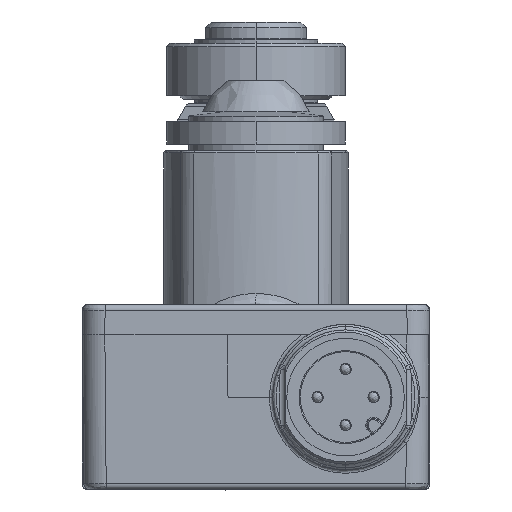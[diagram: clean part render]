
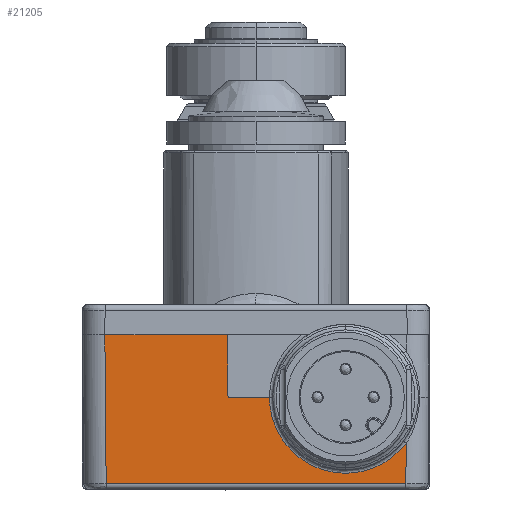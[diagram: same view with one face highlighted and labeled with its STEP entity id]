
A CAD part, front view. The second image highlights one B-rep face of the part: STEP entity #21205.
In plain terms, the highlighted planar face has unit normal (0, -1, -0.009).
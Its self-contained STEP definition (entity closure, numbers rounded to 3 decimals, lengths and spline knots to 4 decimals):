
#30 = EDGE_CURVE ( 'NONE', #12664, #14168, #31433, .T. ) ;
#81 = ORIENTED_EDGE ( 'NONE', *, *, #36936, .F. ) ;
#158 = DIRECTION ( 'NONE',  ( -1., 0., 0. ) ) ;
#474 = EDGE_CURVE ( 'NONE', #17595, #3368, #12150, .T. ) ;
#1610 = CARTESIAN_POINT ( 'NONE',  ( 1.1098, -1.7136, 0.0295 ) ) ;
#1979 = LINE ( 'NONE', #10773, #10557 ) ;
#2175 = VECTOR ( 'NONE', #5577, 39.3701 ) ;
#2205 = ORIENTED_EDGE ( 'NONE', *, *, #30, .F. ) ;
#2271 = DIRECTION ( 'NONE',  ( 1., 0., 0. ) ) ;
#3019 = VECTOR ( 'NONE', #16170, 39.3701 ) ;
#3368 = VERTEX_POINT ( 'NONE', #33401 ) ;
#4084 = CARTESIAN_POINT ( 'NONE',  ( -0.0937, -1.7088, -0.5176 ) ) ;
#4305 = CARTESIAN_POINT ( 'NONE',  ( 0.5142, -1.7105, -0.3222 ) ) ;
#4452 = ORIENTED_EDGE ( 'NONE', *, *, #10923, .T. ) ;
#4565 = VERTEX_POINT ( 'NONE', #11148 ) ;
#4980 = EDGE_CURVE ( 'NONE', #3368, #4565, #36071, .T. ) ;
#5577 = DIRECTION ( 'NONE',  ( -0.009, -0.009, 1. ) ) ;
#5697 = VERTEX_POINT ( 'NONE', #38325 ) ;
#5862 = VECTOR ( 'NONE', #28535, 39.3701 ) ;
#5923 = EDGE_CURVE ( 'NONE', #7328, #17595, #1979, .T. ) ;
#7133 = PLANE ( 'NONE',  #20904 ) ;
#7233 = CARTESIAN_POINT ( 'NONE',  ( 0.6361, -1.7095, -0.4337 ) ) ;
#7328 = VERTEX_POINT ( 'NONE', #27493 ) ;
#7795 = CARTESIAN_POINT ( 'NONE',  ( 0.5017, -1.7107, -0.2975 ) ) ;
#8756 = CARTESIAN_POINT ( 'NONE',  ( 1.0433, -1.7117, -0.189 ) ) ;
#9983 = CARTESIAN_POINT ( 'NONE',  ( 0.4803, -1.7117, -0.189 ) ) ;
#10546 = CARTESIAN_POINT ( 'NONE',  ( 0.7726, -1.7093, -0.4569 ) ) ;
#10557 = VECTOR ( 'NONE', #13882, 39.3701 ) ;
#10736 = CARTESIAN_POINT ( 'NONE',  ( 0.7166, -1.7093, -0.4562 ) ) ;
#10773 = CARTESIAN_POINT ( 'NONE',  ( 0.9613, -1.7103, -0.3508 ) ) ;
#10923 = EDGE_CURVE ( 'NONE', #4565, #14168, #29545, .T. ) ;
#11148 = CARTESIAN_POINT ( 'NONE',  ( 0.3346, -1.7117, -0.189 ) ) ;
#11599 = VECTOR ( 'NONE', #2271, 39.3701 ) ;
#12150 = B_SPLINE_CURVE_WITH_KNOTS ( 'NONE', 3,
 ( #16559, #28289, #28487, #37272, #34526, #28674, #10546, #10736, #37467, #7233, #22424, #13845, #19117, #4305, #7795, #16764, #25743, #9983 ),
 .UNSPECIFIED., .F., .F.,
 ( 4, 2, 2, 2, 2, 2, 2, 2, 4 ),
 ( 0., 0.125, 0.25, 0.375, 0.5, 0.625, 0.75, 0.875, 1. ),
 .UNSPECIFIED. ) ;
#12156 = LINE ( 'NONE', #4084, #3019 ) ;
#12346 = ORIENTED_EDGE ( 'NONE', *, *, #5923, .T. ) ;
#12664 = VERTEX_POINT ( 'NONE', #37130 ) ;
#13368 = CARTESIAN_POINT ( 'NONE',  ( 1.0433, -1.7136, 0.0295 ) ) ;
#13845 = CARTESIAN_POINT ( 'NONE',  ( 0.5664, -1.7099, -0.3876 ) ) ;
#13882 = DIRECTION ( 'NONE',  ( 0.009, -0.009, 1. ) ) ;
#14147 = CARTESIAN_POINT ( 'NONE',  ( 0.3346, -1.7117, -0.189 ) ) ;
#14168 = VERTEX_POINT ( 'NONE', #28636 ) ;
#16170 = DIRECTION ( 'NONE',  ( -0.009, -0.009, 1. ) ) ;
#16559 = CARTESIAN_POINT ( 'NONE',  ( 0.9613, -1.7103, -0.3508 ) ) ;
#16667 = DIRECTION ( 'NONE',  ( 0., -1., -0.009 ) ) ;
#16717 = LINE ( 'NONE', #22378, #11599 ) ;
#16764 = CARTESIAN_POINT ( 'NONE',  ( 0.4846, -1.7112, -0.2442 ) ) ;
#17592 = ORIENTED_EDGE ( 'NONE', *, *, #4980, .T. ) ;
#17595 = VERTEX_POINT ( 'NONE', #27024 ) ;
#18687 = ORIENTED_EDGE ( 'NONE', *, *, #474, .T. ) ;
#19117 = CARTESIAN_POINT ( 'NONE',  ( 0.547, -1.7101, -0.3678 ) ) ;
#20904 = AXIS2_PLACEMENT_3D ( 'NONE', #13368, #16667, #22126 ) ;
#21205 = ADVANCED_FACE ( 'NONE', ( #28388 ), #7133, .T. ) ;
#22119 = ORIENTED_EDGE ( 'NONE', *, *, #23531, .T. ) ;
#22126 = DIRECTION ( 'NONE',  ( 0., 0.009, -1. ) ) ;
#22378 = CARTESIAN_POINT ( 'NONE',  ( 1.0433, -1.709, -0.4943 ) ) ;
#22424 = CARTESIAN_POINT ( 'NONE',  ( 0.6115, -1.7097, -0.4208 ) ) ;
#23531 = EDGE_CURVE ( 'NONE', #5697, #7328, #16717, .T. ) ;
#25743 = CARTESIAN_POINT ( 'NONE',  ( 0.4803, -1.7114, -0.2169 ) ) ;
#27024 = CARTESIAN_POINT ( 'NONE',  ( 0.9613, -1.7103, -0.3508 ) ) ;
#27493 = CARTESIAN_POINT ( 'NONE',  ( 0.96, -1.709, -0.4943 ) ) ;
#28289 = CARTESIAN_POINT ( 'NONE',  ( 0.9444, -1.7101, -0.373 ) ) ;
#28388 = FACE_OUTER_BOUND ( 'NONE', #35375, .T. ) ;
#28487 = CARTESIAN_POINT ( 'NONE',  ( 0.9244, -1.7099, -0.3922 ) ) ;
#28535 = DIRECTION ( 'NONE',  ( 1., 0., 0. ) ) ;
#28636 = CARTESIAN_POINT ( 'NONE',  ( 0.3327, -1.7136, 0.0295 ) ) ;
#28674 = CARTESIAN_POINT ( 'NONE',  ( 0.8, -1.7094, -0.453 ) ) ;
#29545 = LINE ( 'NONE', #14147, #2175 ) ;
#31433 = LINE ( 'NONE', #1610, #5862 ) ;
#33401 = CARTESIAN_POINT ( 'NONE',  ( 0.4803, -1.7117, -0.189 ) ) ;
#34207 = VECTOR ( 'NONE', #158, 39.3701 ) ;
#34526 = CARTESIAN_POINT ( 'NONE',  ( 0.8536, -1.7095, -0.4365 ) ) ;
#35375 = EDGE_LOOP ( 'NONE', ( #22119, #12346, #18687, #17592, #4452, #2205, #81 ) ) ;
#36071 = LINE ( 'NONE', #8756, #34207 ) ;
#36936 = EDGE_CURVE ( 'NONE', #5697, #12664, #12156, .T. ) ;
#37130 = CARTESIAN_POINT ( 'NONE',  ( -0.0984, -1.7136, 0.0295 ) ) ;
#37272 = CARTESIAN_POINT ( 'NONE',  ( 0.8786, -1.7096, -0.4243 ) ) ;
#37467 = CARTESIAN_POINT ( 'NONE',  ( 0.6892, -1.7094, -0.4515 ) ) ;
#38325 = CARTESIAN_POINT ( 'NONE',  ( -0.0939, -1.709, -0.4943 ) ) ;
